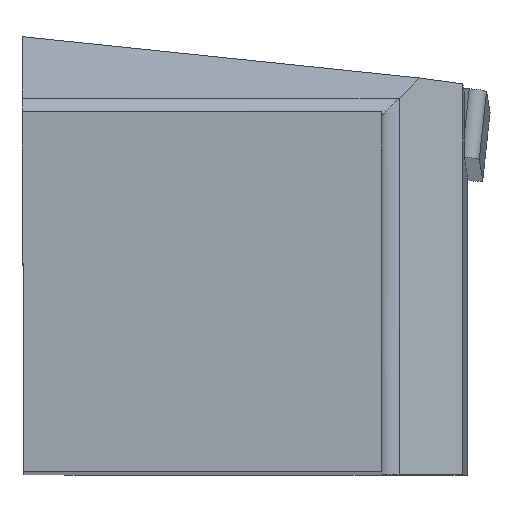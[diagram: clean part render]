
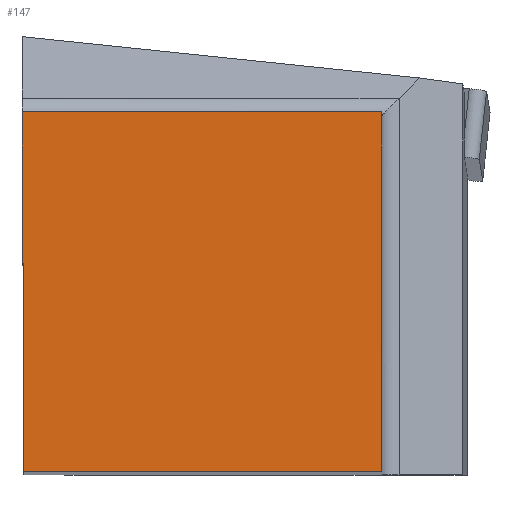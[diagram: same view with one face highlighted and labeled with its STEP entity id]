
A CAD part, top view. The second image highlights one B-rep face of the part: STEP entity #147.
In plain terms, the highlighted planar face has unit normal (0, 0, 1).
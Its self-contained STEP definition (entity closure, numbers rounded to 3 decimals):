
#117=FACE_OUTER_BOUND('',#335,.T.);
#147=ADVANCED_FACE('SHANK_FACE_BACK',(#117),#175,.F.);
#175=PLANE('',#742);
#224=LINE('',#1071,#284);
#225=LINE('',#1074,#285);
#226=LINE('',#1076,#286);
#227=LINE('',#1078,#287);
#284=VECTOR('',#866,1.);
#285=VECTOR('',#867,1.);
#286=VECTOR('',#868,1.);
#287=VECTOR('',#869,1.);
#335=EDGE_LOOP('',(#426,#427,#428,#429));
#426=ORIENTED_EDGE('',*,*,#607,.F.);
#427=ORIENTED_EDGE('',*,*,#608,.T.);
#428=ORIENTED_EDGE('',*,*,#609,.T.);
#429=ORIENTED_EDGE('',*,*,#610,.F.);
#544=VERTEX_POINT('',#1072);
#545=VERTEX_POINT('',#1073);
#546=VERTEX_POINT('',#1075);
#547=VERTEX_POINT('',#1077);
#607=EDGE_CURVE('',#544,#545,#224,.T.);
#608=EDGE_CURVE('',#544,#546,#225,.T.);
#609=EDGE_CURVE('',#546,#547,#226,.T.);
#610=EDGE_CURVE('',#545,#547,#227,.T.);
#742=AXIS2_PLACEMENT_3D('',#1079,#870,#871);
#866=DIRECTION('',(-0.004,1.,0.));
#867=DIRECTION('',(1.,0.,0.));
#868=DIRECTION('',(0.,1.,0.));
#869=DIRECTION('',(1.,0.,0.));
#870=DIRECTION('',(0.,0.,-1.));
#871=DIRECTION('',(-0.994,0.106,0.));
#1071=CARTESIAN_POINT('',(0.808,-160.194,0.));
#1072=CARTESIAN_POINT('',(0.109,0.,0.));
#1073=CARTESIAN_POINT('',(0.,24.875,0.));
#1074=CARTESIAN_POINT('',(-6.744,0.,0.));
#1075=CARTESIAN_POINT('',(24.875,0.,0.));
#1076=CARTESIAN_POINT('',(24.875,-6.744,0.));
#1077=CARTESIAN_POINT('',(24.875,24.875,0.));
#1078=CARTESIAN_POINT('',(-6.744,24.875,0.));
#1079=CARTESIAN_POINT('',(0.,0.,
0.));
